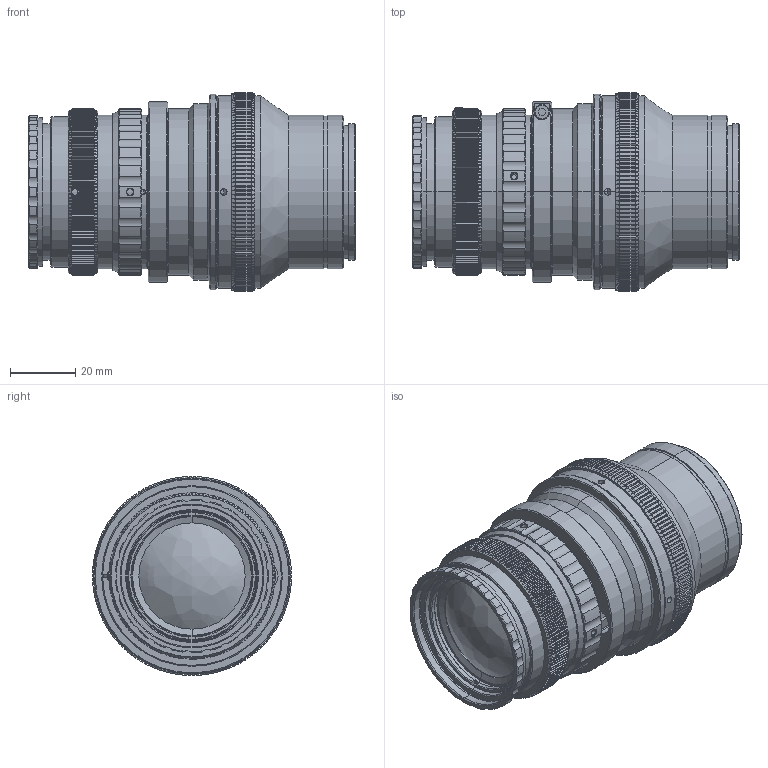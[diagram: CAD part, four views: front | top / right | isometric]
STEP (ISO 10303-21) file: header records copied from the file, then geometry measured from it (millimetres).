
FILE_DESCRIPTION (( 'STEP AP214' ), '1' );
FILE_NAME ('620006.STEP', '2019-10-25T05:59:42', ( '' ), ( '' ), 'SwSTEP 2.0', 'SolidWorks 2016', '' );
FILE_SCHEMA (( 'AUTOMOTIVE_DESIGN' ));
Length unit declared in the file: millimetre
Products named in the file (18): 0275F諳; 嫖戲郪璃; 嫖戲覃誹遠; 蝶磁1; G4 圧圈; E1; M42x1諉諳12mm楊擘; G2 圧圈加长; G3 圧圈; ヶ噩芠; G1 圧圈; 綴噩芠; 光阑限位压圈; E2; M2.5x10_戚芛; 620006; M2.5x5 す芛階佪; 惕踡遠
Assembly tree (18 placements, depth 3):
  620006
    綴噩芠
    蝶磁1
      E2
      E1
    ヶ噩芠
    G2 圧圈加长  x2
    G3 圧圈
    嫖戲郪璃
    嫖戲覃誹遠
    G1 圧圈
    0275F諳
    惕踡遠
    光阑限位压圈
    M2.5x10_戚芛
    G4 圧圈
    M2.5x5 す芛階佪
    M42x1諉諳12mm楊擘
Bounding box: 100.09 x 61 x 61 mm (x, y, z)
Volume: 114033 mm3; surface area: 80507.1 mm2
Topology: 18 solids, 18 shells, 2366 faces, 6069 edges, 3799 vertices
Faces by surface type: cylinder 912, plane 846, cone 598, bspline 10
Entity records: 82204 total; most frequent: CARTESIAN_POINT 27084, ORIENTED_EDGE 12008, DIRECTION 10713, EDGE_CURVE 6004, AXIS2_PLACEMENT_3D 4384, VERTEX_POINT 3757, EDGE_LOOP 2455, FACE_OUTER_BOUND 2341
